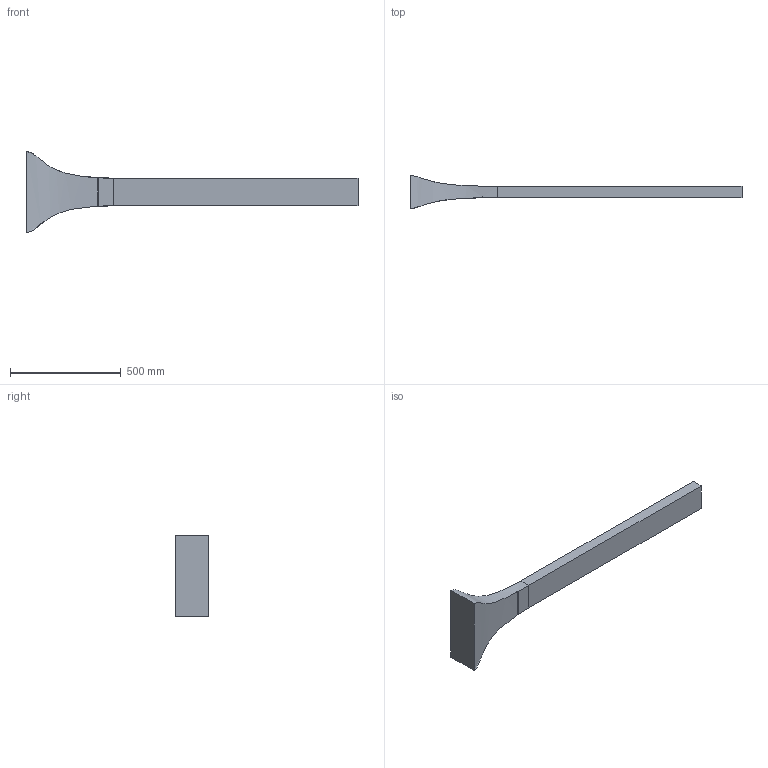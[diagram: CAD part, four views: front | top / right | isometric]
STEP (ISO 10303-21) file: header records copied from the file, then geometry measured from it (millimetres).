
FILE_DESCRIPTION (( 'STEP AP214' ), '1' );
FILE_NAME ('canal_asus''en.step_updated.STEP', '2023-02-16T12:11:33', ( '' ), ( '' ), 'SwSTEP 2.0', 'SolidWorks 2022', '' );
FILE_SCHEMA (( 'AUTOMOTIVE_DESIGN' ));
Length unit declared in the file: millimetre
Products named in the file (1): canal_asus''en.step_updated
Bounding box: 1496.03 x 149.84 x 369.49 mm (x, y, z)
Volume: 13649100.7 mm3; surface area: 684323.9 mm2
Topology: 2 solids, 2 shells, 16 faces, 36 edges, 24 vertices
Faces by surface type: plane 10, bspline 5, cylinder 1
Entity records: 5378 total; most frequent: CARTESIAN_POINT 5003, ORIENTED_EDGE 72, DIRECTION 52, EDGE_CURVE 36, LINE 28, VECTOR 28, VERTEX_POINT 24, ADVANCED_FACE 16
